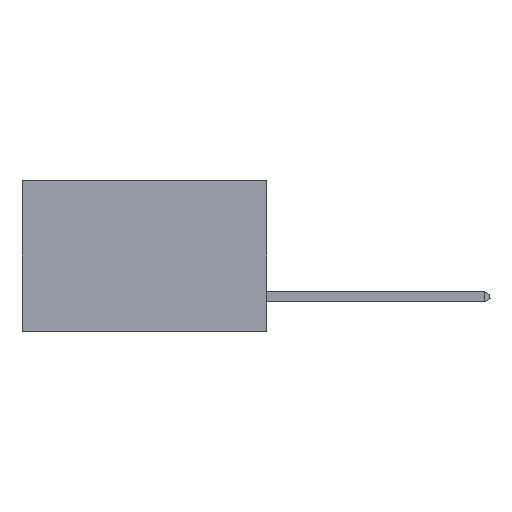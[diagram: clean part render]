
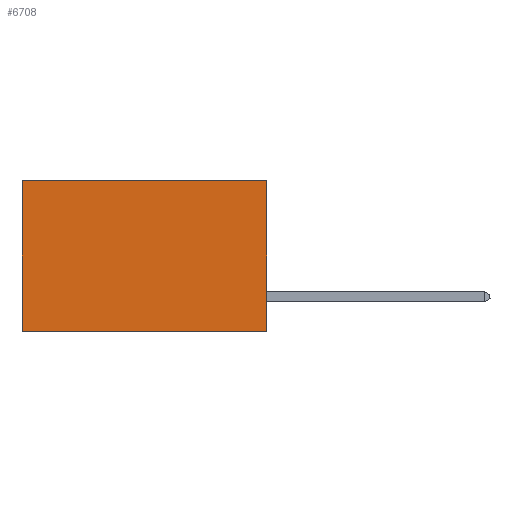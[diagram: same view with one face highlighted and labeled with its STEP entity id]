
A CAD part, left-side view. The second image highlights one B-rep face of the part: STEP entity #6708.
In plain terms, the highlighted planar face has unit normal (-1, 0, 0).
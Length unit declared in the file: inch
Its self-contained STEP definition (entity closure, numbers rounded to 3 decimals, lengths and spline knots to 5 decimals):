
#577 = ORIENTED_EDGE ( 'NONE', *, *, #9043, .T. ) ;
#948 = FACE_OUTER_BOUND ( 'NONE', #5183, .T. ) ;
#990 = VERTEX_POINT ( 'NONE', #6011 ) ;
#1089 = VERTEX_POINT ( 'NONE', #4054 ) ;
#1419 = CARTESIAN_POINT ( 'NONE',  ( 0.2875, 0.6, 0. ) ) ;
#1971 = LINE ( 'NONE', #5090, #8999 ) ;
#2099 = ORIENTED_EDGE ( 'NONE', *, *, #3618, .T. ) ;
#2689 = EDGE_CURVE ( 'NONE', #1089, #5413, #1971, .T. ) ;
#3069 = ORIENTED_EDGE ( 'NONE', *, *, #7790, .F. ) ;
#3618 = EDGE_CURVE ( 'NONE', #990, #8259, #7160, .T. ) ;
#3868 = CARTESIAN_POINT ( 'NONE',  ( 0.2875, 0.6, -0.37 ) ) ;
#3894 = DIRECTION ( 'NONE',  ( 0., 0., -1. ) ) ;
#4054 = CARTESIAN_POINT ( 'NONE',  ( 0.2875, 0., -0.37 ) ) ;
#4370 = CARTESIAN_POINT ( 'NONE',  ( 0.2875, 0.6, 0. ) ) ;
#4430 = VECTOR ( 'NONE', #11852, 39.37008 ) ;
#5090 = CARTESIAN_POINT ( 'NONE',  ( 0.2875, 0., -0.37 ) ) ;
#5183 = EDGE_LOOP ( 'NONE', ( #577, #7922, #3069, #2099 ) ) ;
#5185 = DIRECTION ( 'NONE',  ( 0., 1., 0. ) ) ;
#5308 = DIRECTION ( 'NONE',  ( 0., 0., -1. ) ) ;
#5413 = VERTEX_POINT ( 'NONE', #3868 ) ;
#5994 = CARTESIAN_POINT ( 'NONE',  ( 0.2875, 0., 0. ) ) ;
#6011 = CARTESIAN_POINT ( 'NONE',  ( 0.2875, 0., 0. ) ) ;
#6658 = CARTESIAN_POINT ( 'NONE',  ( 0.2875, 0., 0. ) ) ;
#6708 = ADVANCED_FACE ( 'NONE', ( #948 ), #11170, .F. ) ;
#7160 = LINE ( 'NONE', #5994, #9260 ) ;
#7200 = LINE ( 'NONE', #9121, #4430 ) ;
#7790 = EDGE_CURVE ( 'NONE', #990, #1089, #7200, .T. ) ;
#7922 = ORIENTED_EDGE ( 'NONE', *, *, #2689, .F. ) ;
#8259 = VERTEX_POINT ( 'NONE', #1419 ) ;
#8999 = VECTOR ( 'NONE', #5185, 39.37008 ) ;
#9043 = EDGE_CURVE ( 'NONE', #8259, #5413, #9863, .T. ) ;
#9121 = CARTESIAN_POINT ( 'NONE',  ( 0.2875, 0., 0. ) ) ;
#9260 = VECTOR ( 'NONE', #10552, 39.37008 ) ;
#9382 = DIRECTION ( 'NONE',  ( 1., 0., 0. ) ) ;
#9863 = LINE ( 'NONE', #4370, #11453 ) ;
#10552 = DIRECTION ( 'NONE',  ( 0., 1., 0. ) ) ;
#11170 = PLANE ( 'NONE',  #11923 ) ;
#11453 = VECTOR ( 'NONE', #5308, 39.37008 ) ;
#11852 = DIRECTION ( 'NONE',  ( 0., 0., -1. ) ) ;
#11923 = AXIS2_PLACEMENT_3D ( 'NONE', #6658, #9382, #3894 ) ;
